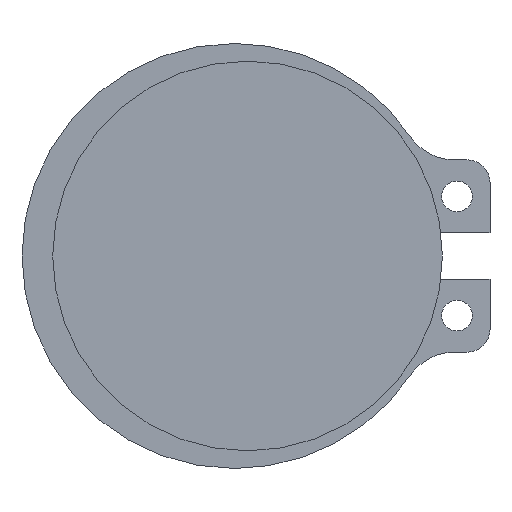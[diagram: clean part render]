
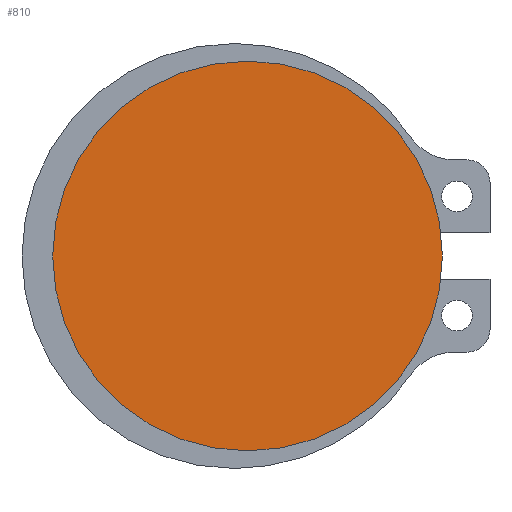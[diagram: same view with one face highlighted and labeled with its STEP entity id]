
A CAD part, left-side view. The second image highlights one B-rep face of the part: STEP entity #810.
In plain terms, the highlighted planar face has unit normal (-1, 0, 0).
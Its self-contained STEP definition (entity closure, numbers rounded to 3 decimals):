
#25 = AXIS2_PLACEMENT_3D ( 'NONE', #743, #550, #1259 ) ;
#31 = DIRECTION ( 'NONE',  ( -1., 0., 0. ) ) ;
#91 = CARTESIAN_POINT ( 'NONE',  ( 0., 0., -12.7 ) ) ;
#261 = CIRCLE ( 'NONE', #25, 12.7 ) ;
#355 = AXIS2_PLACEMENT_3D ( 'NONE', #1272, #31, #665 ) ;
#420 = DIRECTION ( 'NONE',  ( 0., 0., -1. ) ) ;
#467 = EDGE_LOOP ( 'NONE', ( #629, #1097 ) ) ;
#472 = FACE_OUTER_BOUND ( 'NONE', #467, .T. ) ;
#508 = PLANE ( 'NONE',  #980 ) ;
#550 = DIRECTION ( 'NONE',  ( -1., 0., 0. ) ) ;
#615 = CIRCLE ( 'NONE', #355, 12.7 ) ;
#622 = CARTESIAN_POINT ( 'NONE',  ( 0., 0., 0. ) ) ;
#629 = ORIENTED_EDGE ( 'NONE', *, *, #1012, .T. ) ;
#665 = DIRECTION ( 'NONE',  ( 0., 0., 1. ) ) ;
#743 = CARTESIAN_POINT ( 'NONE',  ( 0., 0., 0. ) ) ;
#786 = VERTEX_POINT ( 'NONE', #1119 ) ;
#810 = ADVANCED_FACE ( 'NONE', ( #472 ), #508, .F. ) ;
#840 = VERTEX_POINT ( 'NONE', #91 ) ;
#934 = EDGE_CURVE ( 'NONE', #840, #786, #261, .T. ) ;
#980 = AXIS2_PLACEMENT_3D ( 'NONE', #622, #1124, #420 ) ;
#1012 = EDGE_CURVE ( 'NONE', #786, #840, #615, .T. ) ;
#1097 = ORIENTED_EDGE ( 'NONE', *, *, #934, .T. ) ;
#1119 = CARTESIAN_POINT ( 'NONE',  ( 0., 0., 12.7 ) ) ;
#1124 = DIRECTION ( 'NONE',  ( 1., 0., 0. ) ) ;
#1259 = DIRECTION ( 'NONE',  ( 0., 0., 1. ) ) ;
#1272 = CARTESIAN_POINT ( 'NONE',  ( 0., 0., 0. ) ) ;
